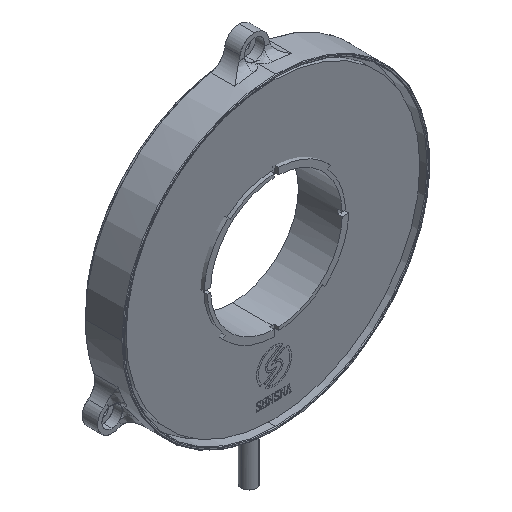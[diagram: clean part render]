
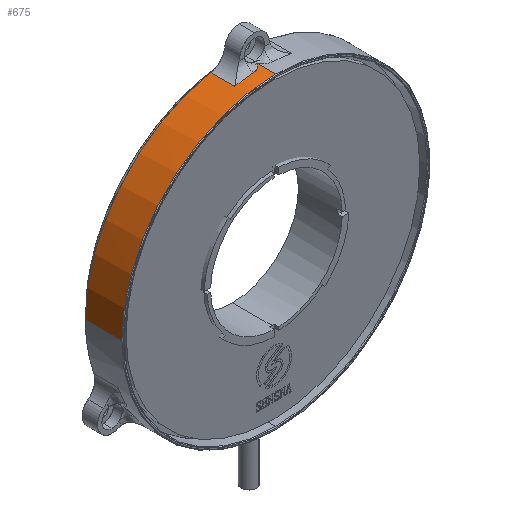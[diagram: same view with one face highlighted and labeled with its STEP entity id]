
A CAD part, isometric view. The second image highlights one B-rep face of the part: STEP entity #675.
In plain terms, the highlighted cylindrical face has radius 35.1 mm (diameter 70.2 mm), a partial arc.
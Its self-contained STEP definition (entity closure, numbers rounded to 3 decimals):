
#675 = ADVANCED_FACE ( 'NONE', ( #25492 ), #89082, .T. ) ;
#992 = DIRECTION ( 'NONE',  ( 0., 0., 1. ) ) ;
#1561 = VERTEX_POINT ( 'NONE', #5216 ) ;
#2033 = ORIENTED_EDGE ( 'NONE', *, *, #82860, .T. ) ;
#2172 = CARTESIAN_POINT ( 'NONE',  ( 0., -1.5, 0. ) ) ;
#2417 = VECTOR ( 'NONE', #71022, 1000. ) ;
#2605 = CARTESIAN_POINT ( 'NONE',  ( -0.168, -5.731, 35.1 ) ) ;
#3581 = B_SPLINE_CURVE_WITH_KNOTS ( 'NONE', 3,
 ( #62344, #87500, #87882, #12572, #63062, #62686, #2605, #54188, #71985, #46390, #21073, #12199, #71629, #80080, #88615, #37755, #105854, #88973, #61993, #63430, #104421, #37013, #20734, #70917, #88243, #70561, #104768, #29256, #71274, #46022, #80441, #45632, #97069, #105507, #95986, #20358, #29601, #53829, #11125, #36673, #79014 ),
 .UNSPECIFIED., .F., .F.,
 ( 4, 2, 2, 1, 1, 2, 2, 1, 1, 2, 2, 1, 2, 2, 1, 1, 1, 1, 2, 2, 1, 1, 1, 2, 2, 1, 4 ),
 ( 0.499, 0.53, 0.534, 0.538, 0.546, 0.562, 0.566, 0.57, 0.577, 0.593, 0.601, 0.609, 0.624, 0.628, 0.632, 0.64, 0.656, 0.687, 0.75, 0.757, 0.765, 0.781, 0.812, 0.875, 0.906, 0.937, 1. ),
 .UNSPECIFIED. ) ;
#4736 = CARTESIAN_POINT ( 'NONE',  ( 0., -9.85, 0. ) ) ;
#5033 = LINE ( 'NONE', #62443, #2417 ) ;
#5216 = CARTESIAN_POINT ( 'NONE',  ( -6.501, -7., 34.493 ) ) ;
#5273 = CIRCLE ( 'NONE', #71979, 35.1 ) ;
#6605 = CARTESIAN_POINT ( 'NONE',  ( -2.13, -7., 35.035 ) ) ;
#9131 = LINE ( 'NONE', #78690, #88721 ) ;
#11125 = CARTESIAN_POINT ( 'NONE',  ( -1.857, -6.985, 35.051 ) ) ;
#12199 = CARTESIAN_POINT ( 'NONE',  ( -0.258, -5.841, 35.099 ) ) ;
#12572 = CARTESIAN_POINT ( 'NONE',  ( -0.147, -5.708, 35.1 ) ) ;
#13398 = DIRECTION ( 'NONE',  ( 0., -1., 0. ) ) ;
#15458 = VERTEX_POINT ( 'NONE', #107561 ) ;
#18371 = VERTEX_POINT ( 'NONE', #66118 ) ;
#20229 = EDGE_CURVE ( 'NONE', #18371, #93769, #74752, .T. ) ;
#20358 = CARTESIAN_POINT ( 'NONE',  ( -1.535, -6.902, 35.066 ) ) ;
#20734 = CARTESIAN_POINT ( 'NONE',  ( -0.468, -6.113, 35.097 ) ) ;
#21073 = CARTESIAN_POINT ( 'NONE',  ( -0.254, -5.835, 35.099 ) ) ;
#25492 = FACE_OUTER_BOUND ( 'NONE', #102540, .T. ) ;
#29225 = DIRECTION ( 'NONE',  ( 0., 1., 0. ) ) ;
#29256 = CARTESIAN_POINT ( 'NONE',  ( -0.834, -6.498, 35.09 ) ) ;
#29601 = CARTESIAN_POINT ( 'NONE',  ( -1.59, -6.92, 35.064 ) ) ;
#30065 = CARTESIAN_POINT ( 'NONE',  ( 0., -7., 0. ) ) ;
#30650 = EDGE_CURVE ( 'NONE', #1561, #86780, #9131, .T. ) ;
#33022 = DIRECTION ( 'NONE',  ( 0., 0., 1. ) ) ;
#36673 = CARTESIAN_POINT ( 'NONE',  ( -2.02, -7., 35.042 ) ) ;
#37013 = CARTESIAN_POINT ( 'NONE',  ( -0.459, -6.102, 35.097 ) ) ;
#37722 = DIRECTION ( 'NONE',  ( 0., 0., 1. ) ) ;
#37755 = CARTESIAN_POINT ( 'NONE',  ( -0.36, -5.975, 35.098 ) ) ;
#38162 = CARTESIAN_POINT ( 'NONE',  ( -35.1, -10.5, 0. ) ) ;
#39565 = ORIENTED_EDGE ( 'NONE', *, *, #59441, .T. ) ;
#42957 = DIRECTION ( 'NONE',  ( 0., 0., 1. ) ) ;
#43380 = ORIENTED_EDGE ( 'NONE', *, *, #98860, .T. ) ;
#45632 = CARTESIAN_POINT ( 'NONE',  ( -0.991, -6.62, 35.086 ) ) ;
#46022 = CARTESIAN_POINT ( 'NONE',  ( -0.935, -6.578, 35.088 ) ) ;
#46390 = CARTESIAN_POINT ( 'NONE',  ( -0.253, -5.834, 35.099 ) ) ;
#48085 = AXIS2_PLACEMENT_3D ( 'NONE', #76717, #86269, #992 ) ;
#53829 = CARTESIAN_POINT ( 'NONE',  ( -1.697, -6.949, 35.059 ) ) ;
#54188 = CARTESIAN_POINT ( 'NONE',  ( -0.198, -5.764, 35.099 ) ) ;
#59441 = EDGE_CURVE ( 'NONE', #109440, #15458, #5033, .T. ) ;
#61193 = ORIENTED_EDGE ( 'NONE', *, *, #66541, .T. ) ;
#61480 = VECTOR ( 'NONE', #97477, 1000. ) ;
#61993 = CARTESIAN_POINT ( 'NONE',  ( -0.414, -6.045, 35.098 ) ) ;
#62344 = CARTESIAN_POINT ( 'NONE',  ( 0., -5.625, 35.1 ) ) ;
#62443 = CARTESIAN_POINT ( 'NONE',  ( 0., -10.5, 35.1 ) ) ;
#62686 = CARTESIAN_POINT ( 'NONE',  ( -0.157, -5.718, 35.1 ) ) ;
#63062 = CARTESIAN_POINT ( 'NONE',  ( -0.15, -5.71, 35.1 ) ) ;
#63430 = CARTESIAN_POINT ( 'NONE',  ( -0.437, -6.074, 35.097 ) ) ;
#66118 = CARTESIAN_POINT ( 'NONE',  ( -35.1, -1.5, 0. ) ) ;
#66541 = EDGE_CURVE ( 'NONE', #93769, #109440, #85329, .T. ) ;
#67624 = ORIENTED_EDGE ( 'NONE', *, *, #20229, .T. ) ;
#69964 = CARTESIAN_POINT ( 'NONE',  ( -35.1, -9.85, 0. ) ) ;
#70561 = CARTESIAN_POINT ( 'NONE',  ( -0.583, -6.249, 35.095 ) ) ;
#70917 = CARTESIAN_POINT ( 'NONE',  ( -0.483, -6.131, 35.097 ) ) ;
#71022 = DIRECTION ( 'NONE',  ( 0., 1., 0. ) ) ;
#71274 = CARTESIAN_POINT ( 'NONE',  ( -0.922, -6.568, 35.088 ) ) ;
#71629 = CARTESIAN_POINT ( 'NONE',  ( -0.266, -5.851, 35.099 ) ) ;
#71729 = CIRCLE ( 'NONE', #80843, 35.1 ) ;
#71979 = AXIS2_PLACEMENT_3D ( 'NONE', #2172, #76783, #42957 ) ;
#71985 = CARTESIAN_POINT ( 'NONE',  ( -0.227, -5.8, 35.099 ) ) ;
#74752 = LINE ( 'NONE', #38162, #61480 ) ;
#76717 = CARTESIAN_POINT ( 'NONE',  ( 0., -10.5, 0. ) ) ;
#76783 = DIRECTION ( 'NONE',  ( 0., -1., 0. ) ) ;
#78690 = CARTESIAN_POINT ( 'NONE',  ( -6.501, -10.5, 34.493 ) ) ;
#78881 = CARTESIAN_POINT ( 'NONE',  ( -6.501, -1.5, 34.493 ) ) ;
#79014 = CARTESIAN_POINT ( 'NONE',  ( -2.13, -7., 35.035 ) ) ;
#80080 = CARTESIAN_POINT ( 'NONE',  ( -0.291, -5.883, 35.099 ) ) ;
#80441 = CARTESIAN_POINT ( 'NONE',  ( -0.957, -6.595, 35.087 ) ) ;
#80843 = AXIS2_PLACEMENT_3D ( 'NONE', #30065, #13398, #33022 ) ;
#82860 = EDGE_CURVE ( 'NONE', #86780, #18371, #5273, .T. ) ;
#85329 = CIRCLE ( 'NONE', #104717, 35.1 ) ;
#86269 = DIRECTION ( 'NONE',  ( 0., 1., 0. ) ) ;
#86780 = VERTEX_POINT ( 'NONE', #78881 ) ;
#87500 = CARTESIAN_POINT ( 'NONE',  ( -0.043, -5.624, 35.1 ) ) ;
#87882 = CARTESIAN_POINT ( 'NONE',  ( -0.089, -5.65, 35.1 ) ) ;
#88243 = CARTESIAN_POINT ( 'NONE',  ( -0.516, -6.171, 35.096 ) ) ;
#88615 = CARTESIAN_POINT ( 'NONE',  ( -0.322, -5.924, 35.099 ) ) ;
#88721 = VECTOR ( 'NONE', #96033, 1000. ) ;
#88973 = CARTESIAN_POINT ( 'NONE',  ( -0.387, -6.01, 35.098 ) ) ;
#89082 = CYLINDRICAL_SURFACE ( 'NONE', #48085, 35.1 ) ;
#90169 = VERTEX_POINT ( 'NONE', #6605 ) ;
#93769 = VERTEX_POINT ( 'NONE', #69964 ) ;
#94409 = EDGE_CURVE ( 'NONE', #15458, #90169, #3581, .T. ) ;
#95986 = CARTESIAN_POINT ( 'NONE',  ( -1.383, -6.846, 35.073 ) ) ;
#96033 = DIRECTION ( 'NONE',  ( 0., 1., 0. ) ) ;
#97069 = CARTESIAN_POINT ( 'NONE',  ( -1.071, -6.676, 35.084 ) ) ;
#97477 = DIRECTION ( 'NONE',  ( 0., -1., 0. ) ) ;
#98382 = ORIENTED_EDGE ( 'NONE', *, *, #30650, .T. ) ;
#98860 = EDGE_CURVE ( 'NONE', #90169, #1561, #71729, .T. ) ;
#101184 = CARTESIAN_POINT ( 'NONE',  ( 0., -9.85, 35.1 ) ) ;
#102540 = EDGE_LOOP ( 'NONE', ( #61193, #39565, #104730, #43380, #98382, #2033, #67624 ) ) ;
#104421 = CARTESIAN_POINT ( 'NONE',  ( -0.454, -6.095, 35.097 ) ) ;
#104717 = AXIS2_PLACEMENT_3D ( 'NONE', #4736, #29225, #37722 ) ;
#104730 = ORIENTED_EDGE ( 'NONE', *, *, #94409, .T. ) ;
#104768 = CARTESIAN_POINT ( 'NONE',  ( -0.717, -6.393, 35.093 ) ) ;
#105507 = CARTESIAN_POINT ( 'NONE',  ( -1.236, -6.778, 35.078 ) ) ;
#105854 = CARTESIAN_POINT ( 'NONE',  ( -0.369, -5.985, 35.098 ) ) ;
#107561 = CARTESIAN_POINT ( 'NONE',  ( 0., -5.625, 35.1 ) ) ;
#109440 = VERTEX_POINT ( 'NONE', #101184 ) ;
